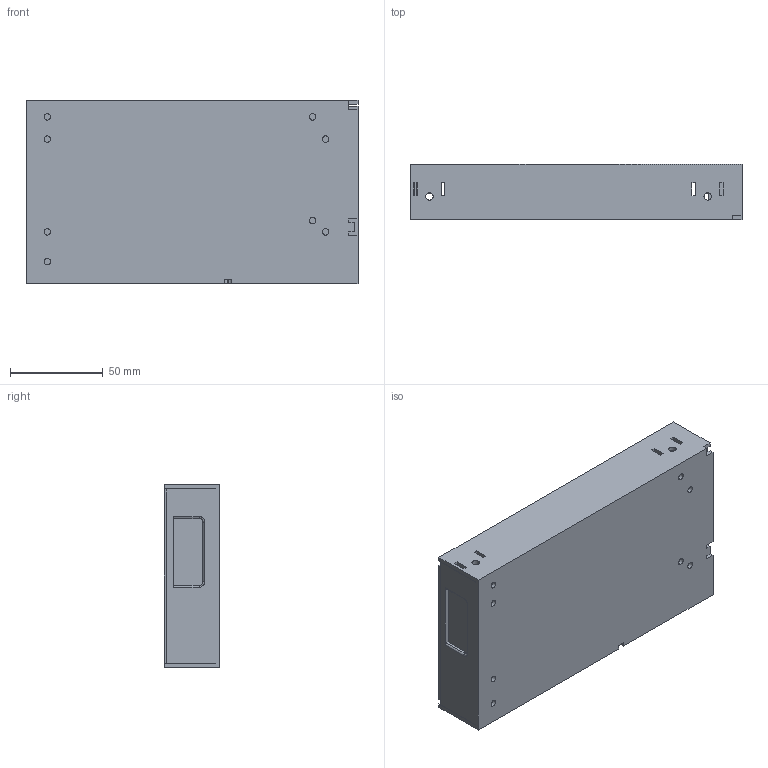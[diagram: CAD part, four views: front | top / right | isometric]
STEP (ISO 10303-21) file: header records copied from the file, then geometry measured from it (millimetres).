
FILE_DESCRIPTION (( 'STEP AP214' ), '1' );
FILE_NAME ('F635LSC-9.5-7P-2026.01.23.STEP', '2026-01-23T02:42:47', ( '' ), ( '' ), 'SwSTEP 2.0', 'SolidWorks 2020', '' );
FILE_SCHEMA (( 'AUTOMOTIVE_DESIGN' ));
Length unit declared in the file: millimetre
Products named in the file (1): F635LSC-9.5-7P-2026.01.23
Bounding box: 179 x 30 x 99 mm (x, y, z)
Volume: 102763.3 mm3; surface area: 118821.3 mm2
Topology: 1 solids, 1 shells, 421 faces, 1185 edges, 783 vertices
Faces by surface type: plane 247, cylinder 158, bspline 16
Entity records: 14027 total; most frequent: CARTESIAN_POINT 2846, ORIENTED_EDGE 2370, DIRECTION 2255, EDGE_CURVE 1185, VERTEX_POINT 783, LINE 783, VECTOR 783, AXIS2_PLACEMENT_3D 736
